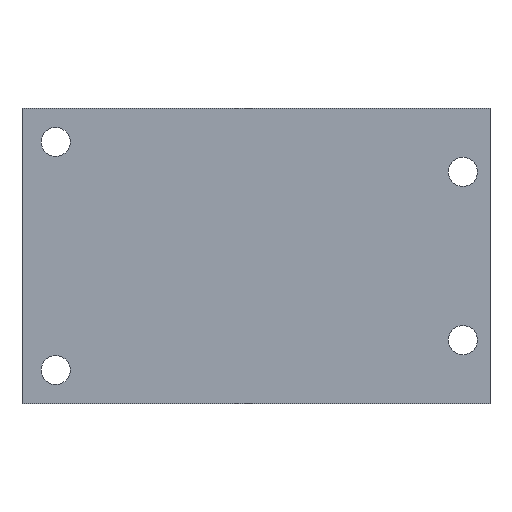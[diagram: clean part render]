
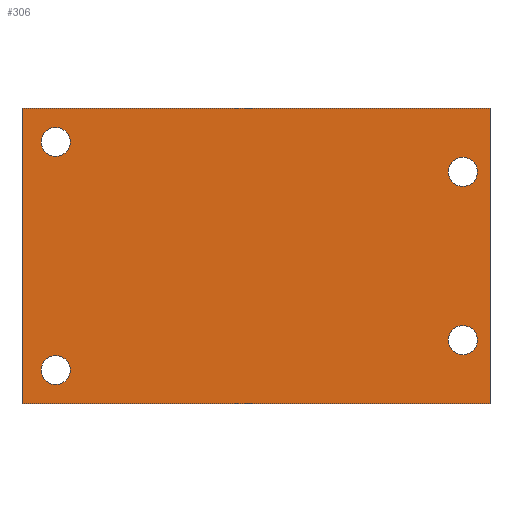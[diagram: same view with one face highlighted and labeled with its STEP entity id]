
A CAD part, front view. The second image highlights one B-rep face of the part: STEP entity #306.
In plain terms, the highlighted planar face has unit normal (0, -1, 0).
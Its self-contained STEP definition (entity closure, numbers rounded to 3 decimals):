
#18=FACE_BOUND('',#70,.T.);
#19=FACE_BOUND('',#71,.T.);
#20=FACE_BOUND('',#72,.T.);
#21=FACE_BOUND('',#73,.T.);
#24=CIRCLE('',#334,1.125);
#27=CIRCLE('',#338,1.125);
#30=CIRCLE('',#342,1.125);
#33=CIRCLE('',#346,1.125);
#51=FACE_OUTER_BOUND('',#69,.T.);
#69=EDGE_LOOP('',(#270,#271,#272,#273));
#70=EDGE_LOOP('',(#274));
#71=EDGE_LOOP('',(#275));
#72=EDGE_LOOP('',(#276));
#73=EDGE_LOOP('',(#277));
#89=LINE('',#494,#117);
#93=LINE('',#502,#121);
#97=LINE('',#509,#125);
#100=LINE('',#514,#128);
#117=VECTOR('',#412,10.);
#121=VECTOR('',#418,10.);
#125=VECTOR('',#424,10.);
#128=VECTOR('',#429,10.);
#140=VERTEX_POINT('',#464);
#143=VERTEX_POINT('',#472);
#146=VERTEX_POINT('',#480);
#149=VERTEX_POINT('',#488);
#150=VERTEX_POINT('',#492);
#151=VERTEX_POINT('',#493);
#154=VERTEX_POINT('',#501);
#156=VERTEX_POINT('',#508);
#172=EDGE_CURVE('',#140,#140,#24,.T.);
#176=EDGE_CURVE('',#143,#143,#27,.T.);
#180=EDGE_CURVE('',#146,#146,#30,.T.);
#184=EDGE_CURVE('',#149,#149,#33,.T.);
#185=EDGE_CURVE('',#150,#151,#89,.T.);
#189=EDGE_CURVE('',#154,#150,#93,.T.);
#193=EDGE_CURVE('',#156,#154,#97,.T.);
#196=EDGE_CURVE('',#151,#156,#100,.T.);
#270=ORIENTED_EDGE('',*,*,#196,.F.);
#271=ORIENTED_EDGE('',*,*,#185,.F.);
#272=ORIENTED_EDGE('',*,*,#189,.F.);
#273=ORIENTED_EDGE('',*,*,#193,.F.);
#274=ORIENTED_EDGE('',*,*,#172,.T.);
#275=ORIENTED_EDGE('',*,*,#176,.T.);
#276=ORIENTED_EDGE('',*,*,#180,.T.);
#277=ORIENTED_EDGE('',*,*,#184,.T.);
#287=PLANE('',#352);
#306=ADVANCED_FACE('',(#51,#18,#19,#20,#21),#287,.T.);
#334=AXIS2_PLACEMENT_3D('',#466,#381,#382);
#338=AXIS2_PLACEMENT_3D('',#474,#390,#391);
#342=AXIS2_PLACEMENT_3D('',#482,#399,#400);
#346=AXIS2_PLACEMENT_3D('',#490,#408,#409);
#352=AXIS2_PLACEMENT_3D('',#517,#433,#434);
#381=DIRECTION('center_axis',(0.,1.,0.));
#382=DIRECTION('ref_axis',(1.,0.,0.));
#390=DIRECTION('center_axis',(0.,1.,0.));
#391=DIRECTION('ref_axis',(1.,0.,0.));
#399=DIRECTION('center_axis',(0.,1.,0.));
#400=DIRECTION('ref_axis',(1.,0.,0.));
#408=DIRECTION('center_axis',(0.,1.,0.));
#409=DIRECTION('ref_axis',(1.,0.,0.));
#412=DIRECTION('',(0.,0.,1.));
#418=DIRECTION('',(-1.,0.,0.));
#424=DIRECTION('',(0.,0.,-1.));
#429=DIRECTION('',(1.,0.,0.));
#433=DIRECTION('center_axis',(0.,-1.,0.));
#434=DIRECTION('ref_axis',(0.,0.,-1.));
#464=CARTESIAN_POINT('',(14.88,0.,6.5));
#466=CARTESIAN_POINT('Origin',(16.005,0.,6.5));
#472=CARTESIAN_POINT('',(-16.62,0.,8.825));
#474=CARTESIAN_POINT('Origin',(-15.495,0.,8.825));
#480=CARTESIAN_POINT('',(-16.62,0.,-8.825));
#482=CARTESIAN_POINT('Origin',(-15.495,0.,-8.825));
#488=CARTESIAN_POINT('',(14.88,0.,-6.5));
#490=CARTESIAN_POINT('Origin',(16.005,0.,-6.5));
#492=CARTESIAN_POINT('',(-18.1,0.,-11.43));
#493=CARTESIAN_POINT('',(-18.1,0.,11.43));
#494=CARTESIAN_POINT('',(-18.1,0.,-11.43));
#501=CARTESIAN_POINT('',(18.1,0.,-11.43));
#502=CARTESIAN_POINT('',(18.1,0.,-11.43));
#508=CARTESIAN_POINT('',(18.1,0.,11.43));
#509=CARTESIAN_POINT('',(18.1,0.,11.43));
#514=CARTESIAN_POINT('',(-18.1,0.,11.43));
#517=CARTESIAN_POINT('Origin',(0.,0.,0.));
